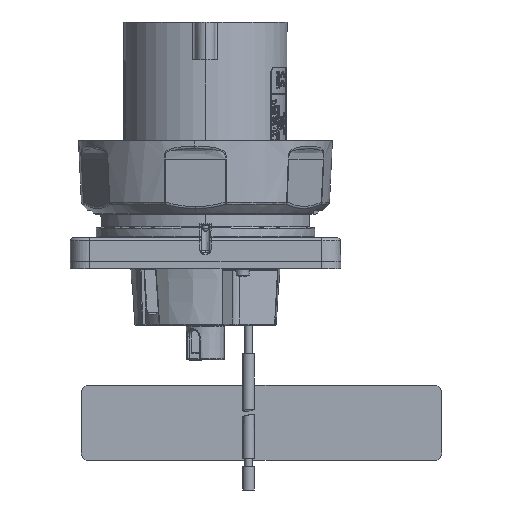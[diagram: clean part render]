
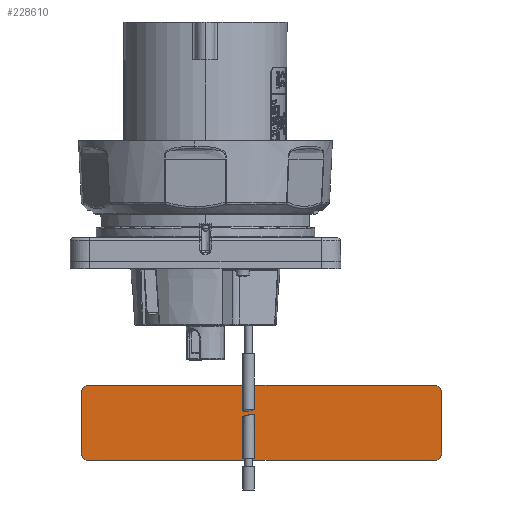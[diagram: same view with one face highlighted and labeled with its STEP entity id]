
A CAD part, front view. The second image highlights one B-rep face of the part: STEP entity #228610.
In plain terms, the highlighted planar face has unit normal (0, -1, 0).
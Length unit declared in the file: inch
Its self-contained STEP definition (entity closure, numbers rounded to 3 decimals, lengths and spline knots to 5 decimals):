
#5552 = ORIENTED_EDGE ( 'NONE', *, *, #99039, .T. ) ;
#8728 = CIRCLE ( 'NONE', #268040, 0.125 ) ;
#13514 = CIRCLE ( 'NONE', #262996, 0.125 ) ;
#15416 = VECTOR ( 'NONE', #210211, 39.37008 ) ;
#15447 = DIRECTION ( 'NONE',  ( -1., 0., 0. ) ) ;
#21374 = VERTEX_POINT ( 'NONE', #105223 ) ;
#24576 = CARTESIAN_POINT ( 'NONE',  ( 3.80783, 0.094, -2.0547 ) ) ;
#30535 = ORIENTED_EDGE ( 'NONE', *, *, #283440, .T. ) ;
#40866 = CARTESIAN_POINT ( 'NONE',  ( 3.80783, 0.094, -3.3047 ) ) ;
#44080 = CIRCLE ( 'NONE', #258646, 0.125 ) ;
#50573 = VERTEX_POINT ( 'NONE', #24576 ) ;
#57575 = CARTESIAN_POINT ( 'NONE',  ( -2.06717, 0.094, -2.0547 ) ) ;
#59105 = DIRECTION ( 'NONE',  ( 0., -1., 0. ) ) ;
#66344 = CARTESIAN_POINT ( 'NONE',  ( -2.06717, 0.094, -2.1797 ) ) ;
#84722 = AXIS2_PLACEMENT_3D ( 'NONE', #249391, #103920, #247834 ) ;
#86734 = VERTEX_POINT ( 'NONE', #128663 ) ;
#99039 = EDGE_CURVE ( 'NONE', #179518, #21374, #44080, .T. ) ;
#103920 = DIRECTION ( 'NONE',  ( 0., -1., 0. ) ) ;
#105223 = CARTESIAN_POINT ( 'NONE',  ( -1.94217, 0.094, -3.3047 ) ) ;
#114279 = DIRECTION ( 'NONE',  ( -1., 0., 0. ) ) ;
#114819 = LINE ( 'NONE', #185171, #15416 ) ;
#115295 = EDGE_CURVE ( 'NONE', #253623, #86734, #114819, .T. ) ;
#125265 = ORIENTED_EDGE ( 'NONE', *, *, #260574, .F. ) ;
#126410 = EDGE_CURVE ( 'NONE', #186681, #226825, #13514, .T. ) ;
#126816 = EDGE_CURVE ( 'NONE', #179518, #226825, #298352, .T. ) ;
#128663 = CARTESIAN_POINT ( 'NONE',  ( 3.93283, 0.094, -3.1797 ) ) ;
#129432 = PLANE ( 'NONE',  #296255 ) ;
#134630 = DIRECTION ( 'NONE',  ( 0., -1., 0. ) ) ;
#142638 = EDGE_CURVE ( 'NONE', #186681, #50573, #293877, .T. ) ;
#150033 = ORIENTED_EDGE ( 'NONE', *, *, #126816, .F. ) ;
#166559 = ORIENTED_EDGE ( 'NONE', *, *, #126410, .T. ) ;
#168318 = ORIENTED_EDGE ( 'NONE', *, *, #115295, .F. ) ;
#179427 = FACE_OUTER_BOUND ( 'NONE', #189459, .T. ) ;
#179518 = VERTEX_POINT ( 'NONE', #181486 ) ;
#180830 = DIRECTION ( 'NONE',  ( 0., -1., 0. ) ) ;
#181486 = CARTESIAN_POINT ( 'NONE',  ( -2.06717, 0.094, -3.1797 ) ) ;
#185171 = CARTESIAN_POINT ( 'NONE',  ( 3.93283, 0.094, -2.0547 ) ) ;
#186681 = VERTEX_POINT ( 'NONE', #288645 ) ;
#189459 = EDGE_LOOP ( 'NONE', ( #168318, #30535, #223893, #166559, #150033, #5552, #125265, #234883 ) ) ;
#193311 = VERTEX_POINT ( 'NONE', #40866 ) ;
#197014 = CARTESIAN_POINT ( 'NONE',  ( -1.94217, 0.094, -3.1797 ) ) ;
#201388 = CARTESIAN_POINT ( 'NONE',  ( 0.93283, 0.094, -2.6797 ) ) ;
#210211 = DIRECTION ( 'NONE',  ( 0., 0., -1. ) ) ;
#215307 = VECTOR ( 'NONE', #250005, 39.37008 ) ;
#219550 = CIRCLE ( 'NONE', #84722, 0.125 ) ;
#222023 = DIRECTION ( 'NONE',  ( -1., 0., 0. ) ) ;
#223893 = ORIENTED_EDGE ( 'NONE', *, *, #142638, .F. ) ;
#226538 = CARTESIAN_POINT ( 'NONE',  ( -2.06717, 0.094, -2.0547 ) ) ;
#226825 = VERTEX_POINT ( 'NONE', #66344 ) ;
#228216 = VECTOR ( 'NONE', #293738, 39.37008 ) ;
#228560 = CARTESIAN_POINT ( 'NONE',  ( -1.94217, 0.094, -2.1797 ) ) ;
#228610 = ADVANCED_FACE ( 'NONE', ( #179427 ), #129432, .T. ) ;
#233604 = VECTOR ( 'NONE', #273292, 39.37008 ) ;
#234883 = ORIENTED_EDGE ( 'NONE', *, *, #254331, .T. ) ;
#242404 = DIRECTION ( 'NONE',  ( 0., -1., 0. ) ) ;
#247834 = DIRECTION ( 'NONE',  ( -1., 0., 0. ) ) ;
#248311 = CARTESIAN_POINT ( 'NONE',  ( -2.06717, 0.094, -3.3047 ) ) ;
#249391 = CARTESIAN_POINT ( 'NONE',  ( 3.80783, 0.094, -3.1797 ) ) ;
#250005 = DIRECTION ( 'NONE',  ( 1., 0., 0. ) ) ;
#252762 = DIRECTION ( 'NONE',  ( -1., 0., 0. ) ) ;
#253623 = VERTEX_POINT ( 'NONE', #280534 ) ;
#254331 = EDGE_CURVE ( 'NONE', #193311, #86734, #219550, .T. ) ;
#258646 = AXIS2_PLACEMENT_3D ( 'NONE', #197014, #242404, #222023 ) ;
#260574 = EDGE_CURVE ( 'NONE', #193311, #21374, #270169, .T. ) ;
#262996 = AXIS2_PLACEMENT_3D ( 'NONE', #228560, #134630, #114279 ) ;
#268040 = AXIS2_PLACEMENT_3D ( 'NONE', #298213, #180830, #252762 ) ;
#270169 = LINE ( 'NONE', #248311, #228216 ) ;
#273292 = DIRECTION ( 'NONE',  ( 0., 0., 1. ) ) ;
#280534 = CARTESIAN_POINT ( 'NONE',  ( 3.93283, 0.094, -2.1797 ) ) ;
#283440 = EDGE_CURVE ( 'NONE', #253623, #50573, #8728, .T. ) ;
#288645 = CARTESIAN_POINT ( 'NONE',  ( -1.94217, 0.094, -2.0547 ) ) ;
#293738 = DIRECTION ( 'NONE',  ( -1., 0., 0. ) ) ;
#293877 = LINE ( 'NONE', #226538, #215307 ) ;
#296255 = AXIS2_PLACEMENT_3D ( 'NONE', #201388, #59105, #15447 ) ;
#298213 = CARTESIAN_POINT ( 'NONE',  ( 3.80783, 0.094, -2.1797 ) ) ;
#298352 = LINE ( 'NONE', #57575, #233604 ) ;
